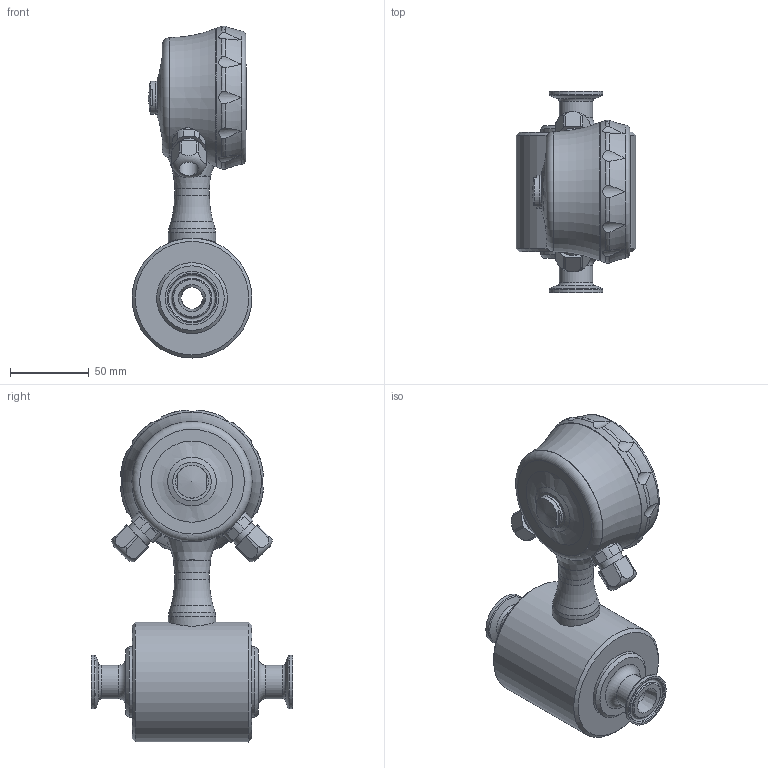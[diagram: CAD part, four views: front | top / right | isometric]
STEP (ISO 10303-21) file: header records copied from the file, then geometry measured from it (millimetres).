
FILE_DESCRIPTION( ( 'Unknown' ), '1' );
FILE_NAME( 'PF75H5xxxxxxx03x1D42xx2xxx0x0.stp', 'Unknown', ( 'Unknown' ), ( 'Unknown' ), 'PSStep 19.0.9', 'Unknown', ' ' );
FILE_SCHEMA( ( 'AUTOMOTIVE_DESIGN { 1 0 10303 214 1 1 1 1 }' ) );
Length unit declared in the file: millimetre
Products named in the file (1): Unterteil_PF75H_Clamp_ISO_2852_DN15
Bounding box: 76.1 x 128 x 210.87 mm (x, y, z)
Volume: 674712.9 mm3; surface area: 80905.9 mm2
Topology: 1 solids, 16 shells, 530 faces, 1381 edges, 906 vertices
Faces by surface type: plane 260, cylinder 144, torus 49, cone 39, bspline 26, extrusion 4, sphere 4, revolution 4
Full cylindrical faces by diameter (mm): 3 x1, 3.459 x2, 12 x2, 14.3 x1, 16 x4, 16.691 x2, 20.8 x1, 21 x1, 21.2 x2, 22 x1, 23.5 x1, 30 x1, 34 x2, 45 x2, 76.1 x1, 81.2 x1, 83.7 x1, 88 x1
Entity records: 23642 total; most frequent: CARTESIAN_POINT 7201, ORIENTED_EDGE 2524, DIRECTION 2394, EDGE_CURVE 1262, AXIS2_PLACEMENT_3D 900, VERTEX_POINT 870, EDGE_LOOP 649, VECTOR 590
